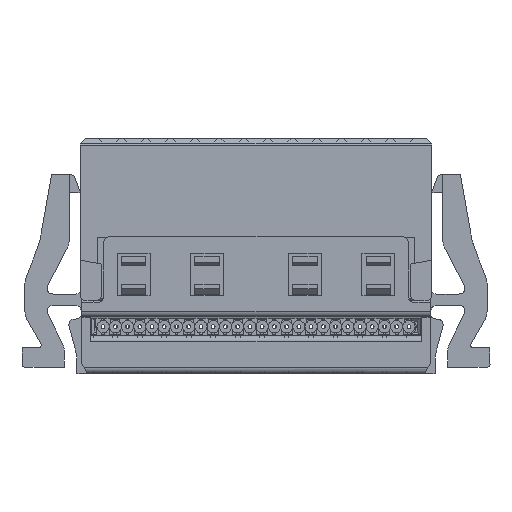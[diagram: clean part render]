
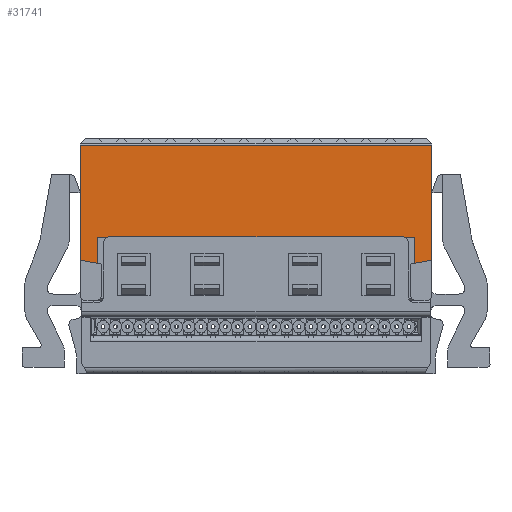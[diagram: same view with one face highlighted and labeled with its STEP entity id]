
A CAD part, front view. The second image highlights one B-rep face of the part: STEP entity #31741.
In plain terms, the highlighted planar face has unit normal (0, -1, 0).
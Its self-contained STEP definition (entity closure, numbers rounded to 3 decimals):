
#31691=AXIS2_PLACEMENT_3D('Plane Axis2P3D',#31688,#31689,#31690) ;
#22215=CARTESIAN_POINT('Vertex',(3.098,-11.925,9.429)) ;
#22218=CARTESIAN_POINT('Line Origine',(3.098,-11.925,6.439)) ;
#22222=CARTESIAN_POINT('Vertex',(3.098,-11.925,3.45)) ;
#22516=CARTESIAN_POINT('Vertex',(-15.163,-11.925,3.45)) ;
#22519=CARTESIAN_POINT('Line Origine',(-15.163,-11.925,6.439)) ;
#22523=CARTESIAN_POINT('Vertex',(-15.163,-11.925,9.429)) ;
#31688=CARTESIAN_POINT('Axis2P3D Location',(-15.407,-11.925,9.97)) ;
#31693=CARTESIAN_POINT('Line Origine',(-6.032,-11.925,9.429)) ;
#31698=CARTESIAN_POINT('Line Origine',(-14.723,-11.925,3.372)) ;
#31702=CARTESIAN_POINT('Vertex',(-14.283,-11.925,3.295)) ;
#31705=CARTESIAN_POINT('Line Origine',(-14.283,-11.925,3.972)) ;
#31709=CARTESIAN_POINT('Vertex',(-14.283,-11.925,4.65)) ;
#31712=CARTESIAN_POINT('Line Origine',(-6.033,-11.925,4.65)) ;
#31716=CARTESIAN_POINT('Vertex',(2.217,-11.925,4.65)) ;
#31719=CARTESIAN_POINT('Line Origine',(2.217,-11.925,3.972)) ;
#31723=CARTESIAN_POINT('Vertex',(2.217,-11.925,3.295)) ;
#31726=CARTESIAN_POINT('Line Origine',(2.658,-11.925,3.372)) ;
#22219=DIRECTION('Vector Direction',(0.,0.,1.)) ;
#22520=DIRECTION('Vector Direction',(0.,0.,-1.)) ;
#31689=DIRECTION('Axis2P3D Direction',(0.,-1.,0.)) ;
#31690=DIRECTION('Axis2P3D XDirection',(0.,0.,1.)) ;
#31694=DIRECTION('Vector Direction',(-1.,0.,0.)) ;
#31699=DIRECTION('Vector Direction',(0.985,0.,-0.174)) ;
#31706=DIRECTION('Vector Direction',(0.,0.,1.)) ;
#31713=DIRECTION('Vector Direction',(1.,0.,0.)) ;
#31720=DIRECTION('Vector Direction',(0.,0.,-1.)) ;
#31727=DIRECTION('Vector Direction',(0.985,0.,0.174)) ;
#22220=VECTOR('Line Direction',#22219,1.) ;
#22521=VECTOR('Line Direction',#22520,1.) ;
#31695=VECTOR('Line Direction',#31694,1.) ;
#31700=VECTOR('Line Direction',#31699,1.) ;
#31707=VECTOR('Line Direction',#31706,1.) ;
#31714=VECTOR('Line Direction',#31713,1.) ;
#31721=VECTOR('Line Direction',#31720,1.) ;
#31728=VECTOR('Line Direction',#31727,1.) ;
#31732=ORIENTED_EDGE('',*,*,#31697,.T.) ;
#31733=ORIENTED_EDGE('',*,*,#22525,.T.) ;
#31734=ORIENTED_EDGE('',*,*,#31704,.T.) ;
#31735=ORIENTED_EDGE('',*,*,#31711,.T.) ;
#31736=ORIENTED_EDGE('',*,*,#31718,.T.) ;
#31737=ORIENTED_EDGE('',*,*,#31725,.T.) ;
#31738=ORIENTED_EDGE('',*,*,#31730,.T.) ;
#31739=ORIENTED_EDGE('',*,*,#22224,.T.) ;
#31741=ADVANCED_FACE('1001\\MANIFOLD_SOLID_BREP #3828',(#31740),#31692,.T.) ;
#22224=EDGE_CURVE('',#22223,#22216,#22221,.T.) ;
#22525=EDGE_CURVE('',#22524,#22517,#22522,.T.) ;
#31697=EDGE_CURVE('',#22216,#22524,#31696,.T.) ;
#31704=EDGE_CURVE('',#22517,#31703,#31701,.T.) ;
#31711=EDGE_CURVE('',#31703,#31710,#31708,.T.) ;
#31718=EDGE_CURVE('',#31710,#31717,#31715,.T.) ;
#31725=EDGE_CURVE('',#31717,#31724,#31722,.T.) ;
#31730=EDGE_CURVE('',#31724,#22223,#31729,.T.) ;
#31731=EDGE_LOOP('',(#31732,#31733,#31734,#31735,#31736,#31737,#31738,#31739)) ;
#31740=FACE_OUTER_BOUND('',#31731,.T.) ;
#22221=LINE('Line',#22218,#22220) ;
#22522=LINE('Line',#22519,#22521) ;
#31696=LINE('Line',#31693,#31695) ;
#31701=LINE('Line',#31698,#31700) ;
#31708=LINE('Line',#31705,#31707) ;
#31715=LINE('Line',#31712,#31714) ;
#31722=LINE('Line',#31719,#31721) ;
#31729=LINE('Line',#31726,#31728) ;
#31692=PLANE('',#31691) ;
#22216=VERTEX_POINT('',#22215) ;
#22223=VERTEX_POINT('',#22222) ;
#22517=VERTEX_POINT('',#22516) ;
#22524=VERTEX_POINT('',#22523) ;
#31703=VERTEX_POINT('',#31702) ;
#31710=VERTEX_POINT('',#31709) ;
#31717=VERTEX_POINT('',#31716) ;
#31724=VERTEX_POINT('',#31723) ;
